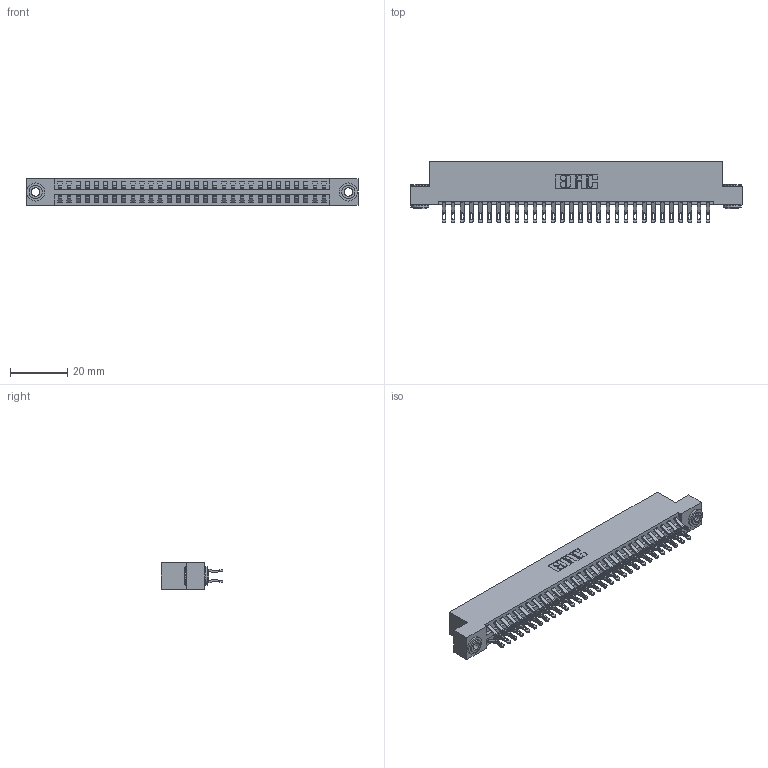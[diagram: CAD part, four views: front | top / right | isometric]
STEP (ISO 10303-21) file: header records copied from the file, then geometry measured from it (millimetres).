
FILE_DESCRIPTION (( 'STEP AP203' ), '1' );
FILE_NAME ('346-060-555-203.STEP', '2022-05-21T11:45:53', ( '' ), ( '' ), 'SwSTEP 2.0', 'SolidWorks 2020', '' );
FILE_SCHEMA (( 'CONFIG_CONTROL_DESIGN' ));
Length unit declared in the file: inch
Products named in the file (4): 345-250-002_345-250-002-102; 345-292-001_555 Tail; 346 Part_Flush Mounting Lugs - 0.156 Dia-TH; 346-060-555-203
Assembly tree (63 placements, depth 2):
  346-060-555-203
    346 Part_Flush Mounting Lugs - 0.156 Dia-TH
    345-292-001_555 Tail  x60
    345-250-002_345-250-002-102  x2
Bounding box: 115.82 x 21.46 x 9.4 mm (x, y, z)
Volume: 11376.4 mm3; surface area: 16318.1 mm2
Topology: 63 solids, 63 shells, 3654 faces, 11421 edges, 7610 vertices
Faces by surface type: plane 2080, cylinder 1566, cone 8
Entity records: 22586 total; most frequent: CARTESIAN_POINT 3755, ORIENTED_EDGE 3650, DIRECTION 3359, EDGE_CURVE 1825, LINE 1529, VECTOR 1529, VERTEX_POINT 1214, AXIS2_PLACEMENT_3D 915
